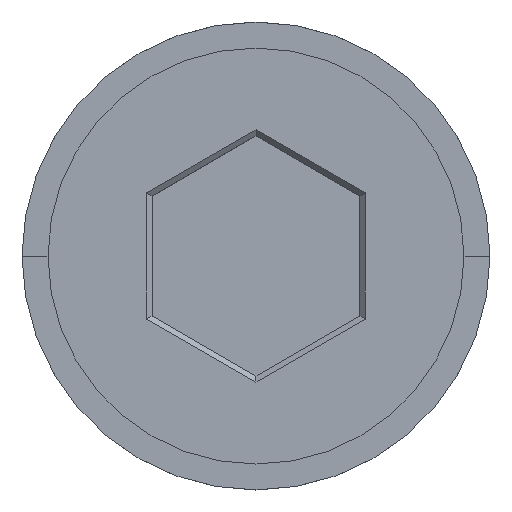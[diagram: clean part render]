
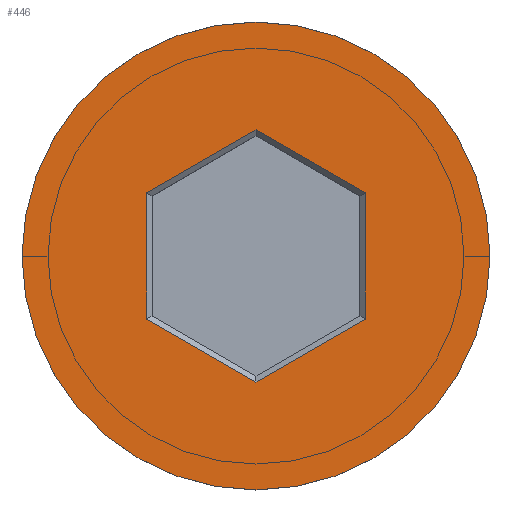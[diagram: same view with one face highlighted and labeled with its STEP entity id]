
A CAD part, top view. The second image highlights one B-rep face of the part: STEP entity #446.
In plain terms, the highlighted planar face has unit normal (0, 0, 1).
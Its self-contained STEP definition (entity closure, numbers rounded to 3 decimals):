
#18 = CARTESIAN_POINT ( 'NONE',  ( -0.05, 2.396, 0. ) ) ;
#25 = LINE ( 'NONE', #1024, #1422 ) ;
#30 = EDGE_CURVE ( 'NONE', #994, #251, #64, .T. ) ;
#35 = LINE ( 'NONE', #522, #394 ) ;
#41 = EDGE_CURVE ( 'NONE', #1438, #1072, #95, .T. ) ;
#64 = CIRCLE ( 'NONE', #114, 4.5 ) ;
#95 = LINE ( 'NONE', #1169, #988 ) ;
#112 = ORIENTED_EDGE ( 'NONE', *, *, #329, .T. ) ;
#114 = AXIS2_PLACEMENT_3D ( 'NONE', #175, #1161, #798 ) ;
#128 = VERTEX_POINT ( 'NONE', #326 ) ;
#133 = CARTESIAN_POINT ( 'NONE',  ( -2.1, -1.212, 0. ) ) ;
#175 = CARTESIAN_POINT ( 'NONE',  ( 0., 0., 0. ) ) ;
#180 = EDGE_LOOP ( 'NONE', ( #677, #1296 ) ) ;
#193 = LINE ( 'NONE', #200, #497 ) ;
#200 = CARTESIAN_POINT ( 'NONE',  ( -2.05, -1.241, 0. ) ) ;
#251 = VERTEX_POINT ( 'NONE', #410 ) ;
#292 = FACE_BOUND ( 'NONE', #357, .T. ) ;
#297 = EDGE_CURVE ( 'NONE', #128, #1096, #193, .T. ) ;
#301 = FACE_OUTER_BOUND ( 'NONE', #180, .T. ) ;
#326 = CARTESIAN_POINT ( 'NONE',  ( 0., -2.425, 0. ) ) ;
#329 = EDGE_CURVE ( 'NONE', #1096, #1496, #25, .T. ) ;
#334 = ORIENTED_EDGE ( 'NONE', *, *, #1089, .T. ) ;
#357 = EDGE_LOOP ( 'NONE', ( #112, #334, #1227, #494, #583, #743 ) ) ;
#394 = VECTOR ( 'NONE', #1412, 1000. ) ;
#410 = CARTESIAN_POINT ( 'NONE',  ( 4.5, 0., 0. ) ) ;
#430 = CARTESIAN_POINT ( 'NONE',  ( 2.05, 1.241, 0. ) ) ;
#446 = ADVANCED_FACE ( 'NONE', ( #292, #301 ), #804, .T. ) ;
#468 = AXIS2_PLACEMENT_3D ( 'NONE', #818, #1578, #612 ) ;
#487 = EDGE_CURVE ( 'NONE', #1072, #128, #35, .T. ) ;
#494 = ORIENTED_EDGE ( 'NONE', *, *, #41, .T. ) ;
#497 = VECTOR ( 'NONE', #980, 1000. ) ;
#522 = CARTESIAN_POINT ( 'NONE',  ( 0.05, -2.396, 0. ) ) ;
#523 = AXIS2_PLACEMENT_3D ( 'NONE', #1533, #1300, #589 ) ;
#583 = ORIENTED_EDGE ( 'NONE', *, *, #487, .T. ) ;
#589 = DIRECTION ( 'NONE',  ( 1., 0., 0. ) ) ;
#612 = DIRECTION ( 'NONE',  ( 1., 0., 0. ) ) ;
#637 = EDGE_CURVE ( 'NONE', #251, #994, #910, .T. ) ;
#650 = LINE ( 'NONE', #430, #676 ) ;
#676 = VECTOR ( 'NONE', #899, 1000. ) ;
#677 = ORIENTED_EDGE ( 'NONE', *, *, #637, .T. ) ;
#743 = ORIENTED_EDGE ( 'NONE', *, *, #297, .T. ) ;
#798 = DIRECTION ( 'NONE',  ( 1., 0., 0. ) ) ;
#804 = PLANE ( 'NONE',  #523 ) ;
#818 = CARTESIAN_POINT ( 'NONE',  ( 0., 0., 0. ) ) ;
#835 = CARTESIAN_POINT ( 'NONE',  ( 2.1, -1.212, 0. ) ) ;
#896 = EDGE_CURVE ( 'NONE', #1551, #1438, #650, .T. ) ;
#899 = DIRECTION ( 'NONE',  ( 0.866, -0.5, 0. ) ) ;
#910 = CIRCLE ( 'NONE', #468, 4.5 ) ;
#966 = CARTESIAN_POINT ( 'NONE',  ( -4.5, 0., 0. ) ) ;
#980 = DIRECTION ( 'NONE',  ( -0.866, 0.5, 0. ) ) ;
#988 = VECTOR ( 'NONE', #1078, 1000. ) ;
#994 = VERTEX_POINT ( 'NONE', #966 ) ;
#1024 = CARTESIAN_POINT ( 'NONE',  ( -2.1, 1.155, 0. ) ) ;
#1050 = CARTESIAN_POINT ( 'NONE',  ( 2.1, 1.212, 0. ) ) ;
#1058 = CARTESIAN_POINT ( 'NONE',  ( -2.1, 1.212, 0. ) ) ;
#1072 = VERTEX_POINT ( 'NONE', #835 ) ;
#1078 = DIRECTION ( 'NONE',  ( 0., -1., 0. ) ) ;
#1081 = LINE ( 'NONE', #18, #1125 ) ;
#1089 = EDGE_CURVE ( 'NONE', #1496, #1551, #1081, .T. ) ;
#1096 = VERTEX_POINT ( 'NONE', #133 ) ;
#1125 = VECTOR ( 'NONE', #1225, 1000. ) ;
#1161 = DIRECTION ( 'NONE',  ( 0., 0., 1. ) ) ;
#1169 = CARTESIAN_POINT ( 'NONE',  ( 2.1, -1.155, 0. ) ) ;
#1225 = DIRECTION ( 'NONE',  ( 0.866, 0.5, 0. ) ) ;
#1227 = ORIENTED_EDGE ( 'NONE', *, *, #896, .T. ) ;
#1296 = ORIENTED_EDGE ( 'NONE', *, *, #30, .T. ) ;
#1300 = DIRECTION ( 'NONE',  ( 0., 0., 1. ) ) ;
#1412 = DIRECTION ( 'NONE',  ( -0.866, -0.5, 0. ) ) ;
#1422 = VECTOR ( 'NONE', #1522, 1000. ) ;
#1438 = VERTEX_POINT ( 'NONE', #1050 ) ;
#1493 = CARTESIAN_POINT ( 'NONE',  ( 0., 2.425, 0. ) ) ;
#1496 = VERTEX_POINT ( 'NONE', #1058 ) ;
#1522 = DIRECTION ( 'NONE',  ( 0., 1., 0. ) ) ;
#1533 = CARTESIAN_POINT ( 'NONE',  ( 0., 0., 0. ) ) ;
#1551 = VERTEX_POINT ( 'NONE', #1493 ) ;
#1578 = DIRECTION ( 'NONE',  ( 0., 0., 1. ) ) ;
